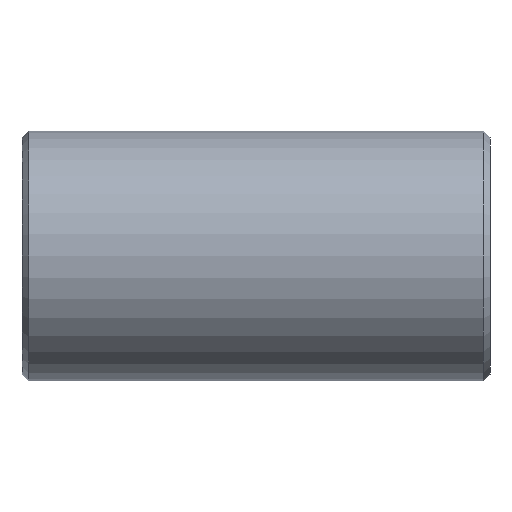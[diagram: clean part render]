
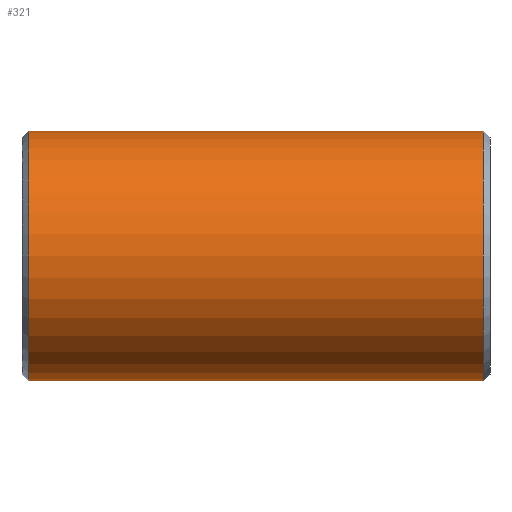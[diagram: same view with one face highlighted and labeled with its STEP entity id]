
A CAD part, front view. The second image highlights one B-rep face of the part: STEP entity #321.
In plain terms, the highlighted cylindrical face has radius 50.8 mm (diameter 101.6 mm), a partial arc.
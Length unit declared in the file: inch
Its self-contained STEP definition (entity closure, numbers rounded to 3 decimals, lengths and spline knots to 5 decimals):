
#78 = ORIENTED_EDGE ( 'NONE', *, *, #557, .T. ) ;
#88 = VERTEX_POINT ( 'NONE', #202 ) ;
#101 = CARTESIAN_POINT ( 'NONE',  ( 3.75, 0., 0. ) ) ;
#117 = DIRECTION ( 'NONE',  ( -1., 0., 0. ) ) ;
#149 = AXIS2_PLACEMENT_3D ( 'NONE', #678, #602, #371 ) ;
#150 = CARTESIAN_POINT ( 'NONE',  ( -3.644, 0., 2. ) ) ;
#168 = LINE ( 'NONE', #227, #619 ) ;
#202 = CARTESIAN_POINT ( 'NONE',  ( -3.644, 0., -2. ) ) ;
#227 = CARTESIAN_POINT ( 'NONE',  ( 3.75, 0., -2. ) ) ;
#231 = CARTESIAN_POINT ( 'NONE',  ( 3.644, 0., -2. ) ) ;
#237 = EDGE_CURVE ( 'NONE', #577, #628, #524, .T. ) ;
#269 = VECTOR ( 'NONE', #424, 39.37008 ) ;
#279 = ORIENTED_EDGE ( 'NONE', *, *, #497, .F. ) ;
#293 = EDGE_LOOP ( 'NONE', ( #279, #78, #508, #474 ) ) ;
#295 = FACE_OUTER_BOUND ( 'NONE', #293, .T. ) ;
#321 = ADVANCED_FACE ( 'NONE', ( #295 ), #775, .T. ) ;
#371 = DIRECTION ( 'NONE',  ( 0., 0., -1. ) ) ;
#415 = AXIS2_PLACEMENT_3D ( 'NONE', #101, #117, #717 ) ;
#418 = DIRECTION ( 'NONE',  ( -1., 0., 0. ) ) ;
#424 = DIRECTION ( 'NONE',  ( -1., 0., 0. ) ) ;
#465 = DIRECTION ( 'NONE',  ( 1., 0., 0. ) ) ;
#474 = ORIENTED_EDGE ( 'NONE', *, *, #510, .T. ) ;
#497 = EDGE_CURVE ( 'NONE', #526, #88, #168, .T. ) ;
#508 = ORIENTED_EDGE ( 'NONE', *, *, #237, .T. ) ;
#510 = EDGE_CURVE ( 'NONE', #628, #88, #630, .T. ) ;
#519 = AXIS2_PLACEMENT_3D ( 'NONE', #534, #465, #701 ) ;
#524 = LINE ( 'NONE', #654, #269 ) ;
#526 = VERTEX_POINT ( 'NONE', #231 ) ;
#534 = CARTESIAN_POINT ( 'NONE',  ( -3.644, 0., 0. ) ) ;
#557 = EDGE_CURVE ( 'NONE', #526, #577, #729, .T. ) ;
#577 = VERTEX_POINT ( 'NONE', #724 ) ;
#602 = DIRECTION ( 'NONE',  ( -1., 0., 0. ) ) ;
#619 = VECTOR ( 'NONE', #418, 39.37008 ) ;
#628 = VERTEX_POINT ( 'NONE', #150 ) ;
#630 = CIRCLE ( 'NONE', #519, 2. ) ;
#654 = CARTESIAN_POINT ( 'NONE',  ( 3.75, 0., 2. ) ) ;
#678 = CARTESIAN_POINT ( 'NONE',  ( 3.644, 0., 0. ) ) ;
#701 = DIRECTION ( 'NONE',  ( 0., 0., 1. ) ) ;
#717 = DIRECTION ( 'NONE',  ( 0., 0., 1. ) ) ;
#724 = CARTESIAN_POINT ( 'NONE',  ( 3.644, 0., 2. ) ) ;
#729 = CIRCLE ( 'NONE', #149, 2. ) ;
#775 = CYLINDRICAL_SURFACE ( 'NONE', #415, 2. ) ;
